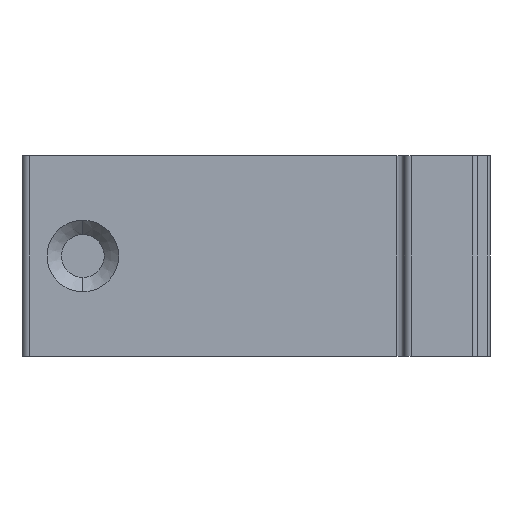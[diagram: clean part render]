
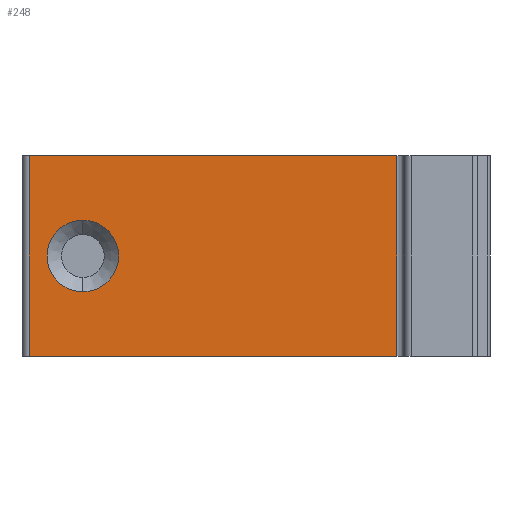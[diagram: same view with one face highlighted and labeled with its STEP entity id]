
A CAD part, left-side view. The second image highlights one B-rep face of the part: STEP entity #248.
In plain terms, the highlighted planar face has unit normal (-1, 0, 0).
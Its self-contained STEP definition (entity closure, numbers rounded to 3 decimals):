
#10 = AXIS2_PLACEMENT_3D ( 'NONE', #1110, #888, #1487 ) ;
#86 = DIRECTION ( 'NONE',  ( 0., 0., -1. ) ) ;
#114 = CARTESIAN_POINT ( 'NONE',  ( -9., 6., 0. ) ) ;
#209 = ORIENTED_EDGE ( 'NONE', *, *, #1729, .T. ) ;
#248 = ADVANCED_FACE ( 'NONE', ( #2049, #1635 ), #1010, .F. ) ;
#331 = LINE ( 'NONE', #114, #875 ) ;
#382 = EDGE_CURVE ( 'NONE', #1058, #629, #930, .T. ) ;
#400 = CARTESIAN_POINT ( 'NONE',  ( -9., 28.45, 9.5 ) ) ;
#444 = ORIENTED_EDGE ( 'NONE', *, *, #2465, .T. ) ;
#503 = CARTESIAN_POINT ( 'NONE',  ( -9., 28.45, 7. ) ) ;
#557 = EDGE_CURVE ( 'NONE', #1260, #2672, #2595, .T. ) ;
#599 = AXIS2_PLACEMENT_3D ( 'NONE', #848, #2492, #1676 ) ;
#629 = VERTEX_POINT ( 'NONE', #400 ) ;
#633 = ORIENTED_EDGE ( 'NONE', *, *, #382, .T. ) ;
#652 = CIRCLE ( 'NONE', #1358, 2.5 ) ;
#653 = CARTESIAN_POINT ( 'NONE',  ( -9., 32.2, 0. ) ) ;
#724 = ORIENTED_EDGE ( 'NONE', *, *, #557, .F. ) ;
#730 = CARTESIAN_POINT ( 'NONE',  ( -9., 6., 14. ) ) ;
#781 = CARTESIAN_POINT ( 'NONE',  ( -9., 6.5, 14. ) ) ;
#848 = CARTESIAN_POINT ( 'NONE',  ( -9., 6., 14. ) ) ;
#875 = VECTOR ( 'NONE', #1570, 1000. ) ;
#888 = DIRECTION ( 'NONE',  ( 1., 0., 0. ) ) ;
#923 = DIRECTION ( 'NONE',  ( 1., 0., 0. ) ) ;
#930 = CIRCLE ( 'NONE', #10, 2.5 ) ;
#1010 = PLANE ( 'NONE',  #599 ) ;
#1058 = VERTEX_POINT ( 'NONE', #2095 ) ;
#1076 = CARTESIAN_POINT ( 'NONE',  ( -9., 32.2, 14. ) ) ;
#1083 = VERTEX_POINT ( 'NONE', #653 ) ;
#1110 = CARTESIAN_POINT ( 'NONE',  ( -9., 28.45, 7. ) ) ;
#1166 = LINE ( 'NONE', #1418, #2389 ) ;
#1222 = DIRECTION ( 'NONE',  ( 0., 0., -1. ) ) ;
#1260 = VERTEX_POINT ( 'NONE', #1076 ) ;
#1317 = VECTOR ( 'NONE', #1402, 1000. ) ;
#1358 = AXIS2_PLACEMENT_3D ( 'NONE', #503, #923, #86 ) ;
#1402 = DIRECTION ( 'NONE',  ( 0., 0., 1. ) ) ;
#1418 = CARTESIAN_POINT ( 'NONE',  ( -9., 32.2, 14. ) ) ;
#1487 = DIRECTION ( 'NONE',  ( 0., 0., -1. ) ) ;
#1499 = EDGE_LOOP ( 'NONE', ( #724, #1506, #209, #1691 ) ) ;
#1506 = ORIENTED_EDGE ( 'NONE', *, *, #2282, .T. ) ;
#1567 = DIRECTION ( 'NONE',  ( 0., -1., 0. ) ) ;
#1570 = DIRECTION ( 'NONE',  ( 0., -1., 0. ) ) ;
#1635 = FACE_OUTER_BOUND ( 'NONE', #1499, .T. ) ;
#1671 = VECTOR ( 'NONE', #1567, 1000. ) ;
#1676 = DIRECTION ( 'NONE',  ( 0., 0., -1. ) ) ;
#1691 = ORIENTED_EDGE ( 'NONE', *, *, #2686, .T. ) ;
#1729 = EDGE_CURVE ( 'NONE', #1083, #1785, #331, .T. ) ;
#1747 = CARTESIAN_POINT ( 'NONE',  ( -9., 6.5, 0. ) ) ;
#1785 = VERTEX_POINT ( 'NONE', #1747 ) ;
#2049 = FACE_BOUND ( 'NONE', #2166, .T. ) ;
#2095 = CARTESIAN_POINT ( 'NONE',  ( -9., 28.45, 4.5 ) ) ;
#2166 = EDGE_LOOP ( 'NONE', ( #444, #633 ) ) ;
#2282 = EDGE_CURVE ( 'NONE', #1260, #1083, #1166, .T. ) ;
#2389 = VECTOR ( 'NONE', #1222, 1000. ) ;
#2419 = CARTESIAN_POINT ( 'NONE',  ( -9., 6.5, 14. ) ) ;
#2465 = EDGE_CURVE ( 'NONE', #629, #1058, #652, .T. ) ;
#2492 = DIRECTION ( 'NONE',  ( 1., 0., 0. ) ) ;
#2595 = LINE ( 'NONE', #730, #1671 ) ;
#2642 = LINE ( 'NONE', #2419, #1317 ) ;
#2672 = VERTEX_POINT ( 'NONE', #781 ) ;
#2686 = EDGE_CURVE ( 'NONE', #1785, #2672, #2642, .T. ) ;
